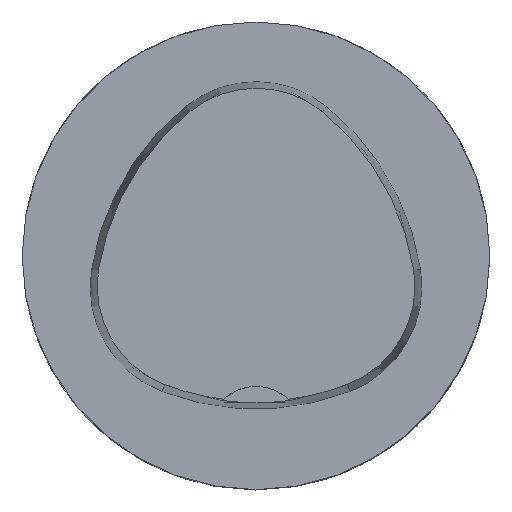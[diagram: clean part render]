
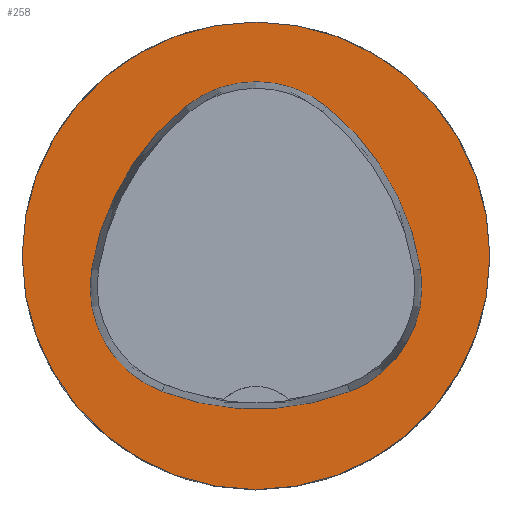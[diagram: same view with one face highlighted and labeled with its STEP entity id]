
A CAD part, top view. The second image highlights one B-rep face of the part: STEP entity #258.
In plain terms, the highlighted planar face has unit normal (0, 0, 1).
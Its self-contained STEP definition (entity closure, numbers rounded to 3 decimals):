
#258=ADVANCED_FACE('',(#529,#530),#320,.T.);
#320=PLANE('',#1529);
#529=FACE_BOUND('',#577,.T.);
#530=FACE_BOUND('',#578,.T.);
#577=EDGE_LOOP('',(#810,#811,#812,#813,#814,#815));
#578=EDGE_LOOP('',(#816));
#810=ORIENTED_EDGE('',*,*,#1247,.T.);
#811=ORIENTED_EDGE('',*,*,#1227,.T.);
#812=ORIENTED_EDGE('',*,*,#1231,.T.);
#813=ORIENTED_EDGE('',*,*,#1234,.T.);
#814=ORIENTED_EDGE('',*,*,#1237,.T.);
#815=ORIENTED_EDGE('',*,*,#1245,.T.);
#816=ORIENTED_EDGE('',*,*,#1218,.F.);
#1076=VERTEX_POINT('',#2328);
#1085=VERTEX_POINT('',#2347);
#1086=VERTEX_POINT('',#2348);
#1089=VERTEX_POINT('',#2356);
#1091=VERTEX_POINT('',#2362);
#1093=VERTEX_POINT('',#2368);
#1100=VERTEX_POINT('',#2389);
#1218=EDGE_CURVE('',#1076,#1076,#1331,.T.);
#1227=EDGE_CURVE('',#1085,#1086,#1332,.T.);
#1231=EDGE_CURVE('',#1086,#1089,#1334,.T.);
#1234=EDGE_CURVE('',#1089,#1091,#1336,.T.);
#1237=EDGE_CURVE('',#1091,#1093,#1338,.T.);
#1245=EDGE_CURVE('',#1093,#1100,#1342,.T.);
#1247=EDGE_CURVE('',#1100,#1085,#1344,.T.);
#1331=CIRCLE('',#1501,25.);
#1332=CIRCLE('',#1507,28.);
#1334=CIRCLE('',#1510,12.);
#1336=CIRCLE('',#1513,28.);
#1338=CIRCLE('',#1516,12.);
#1342=CIRCLE('',#1521,28.);
#1344=CIRCLE('',#1524,12.);
#1501=AXIS2_PLACEMENT_3D('',#2327,#1774,#1775);
#1507=AXIS2_PLACEMENT_3D('',#2346,#1790,#1791);
#1510=AXIS2_PLACEMENT_3D('',#2355,#1798,#1799);
#1513=AXIS2_PLACEMENT_3D('',#2361,#1805,#1806);
#1516=AXIS2_PLACEMENT_3D('',#2367,#1812,#1813);
#1521=AXIS2_PLACEMENT_3D('',#2390,#1824,#1825);
#1524=AXIS2_PLACEMENT_3D('',#2393,#1830,#1831);
#1529=AXIS2_PLACEMENT_3D('',#2398,#1840,#1841);
#1774=DIRECTION('',(0.,0.,-1.));
#1775=DIRECTION('',(-1.,0.,0.));
#1790=DIRECTION('',(0.,0.,-1.));
#1791=DIRECTION('',(-1.,0.,0.));
#1798=DIRECTION('',(0.,0.,-1.));
#1799=DIRECTION('',(-1.,0.,0.));
#1805=DIRECTION('',(0.,0.,-1.));
#1806=DIRECTION('',(-1.,0.,0.));
#1812=DIRECTION('',(0.,0.,-1.));
#1813=DIRECTION('',(-1.,0.,0.));
#1824=DIRECTION('',(0.,0.,-1.));
#1825=DIRECTION('',(-1.,0.,0.));
#1830=DIRECTION('',(0.,0.,-1.));
#1831=DIRECTION('',(-1.,0.,0.));
#1840=DIRECTION('',(0.,0.,1.));
#1841=DIRECTION('',(1.,0.,0.));
#2327=CARTESIAN_POINT('',(0.,0.,
0.));
#2328=CARTESIAN_POINT('',(-25.,0.,0.));
#2346=CARTESIAN_POINT('',(10.068,-5.824,0.));
#2347=CARTESIAN_POINT('',(-17.584,-1.424,0.));
#2348=CARTESIAN_POINT('',(-7.531,15.953,0.));
#2355=CARTESIAN_POINT('',(0.011,6.62,0.));
#2356=CARTESIAN_POINT('',(7.567,15.942,0.));
#2361=CARTESIAN_POINT('',(-10.063,-5.81,0.));
#2362=CARTESIAN_POINT('',(17.59,-1.418,0.));
#2367=CARTESIAN_POINT('',(5.739,-3.3,0.));
#2368=CARTESIAN_POINT('',(10.05,-14.499,0.));
#2389=CARTESIAN_POINT('',(-10.025,-14.516,0.));
#2390=CARTESIAN_POINT('',(-0.01,11.631,0.));
#2393=CARTESIAN_POINT('',(-5.733,-3.31,0.));
#2398=CARTESIAN_POINT('',(0.,0.,
0.));
